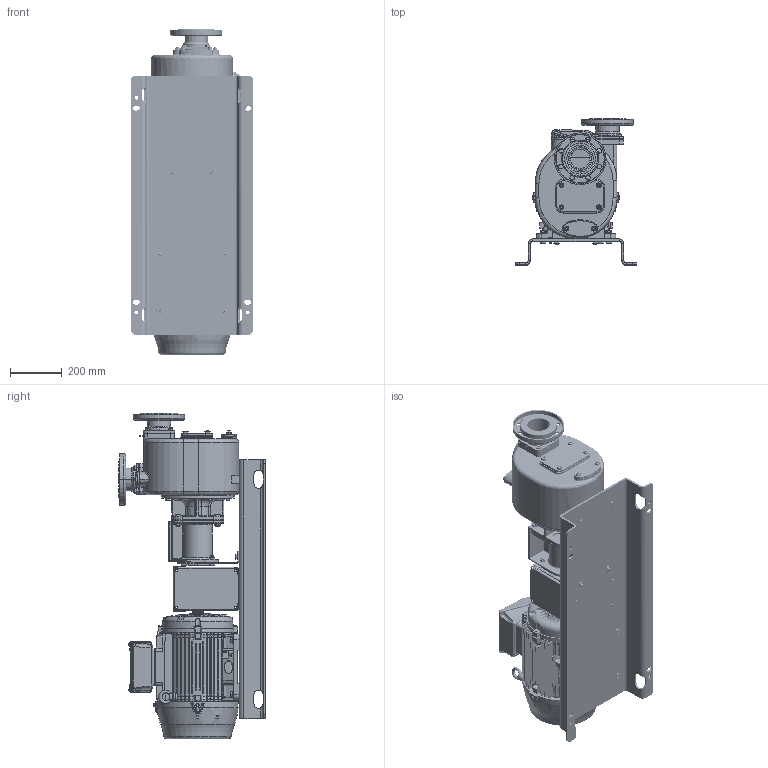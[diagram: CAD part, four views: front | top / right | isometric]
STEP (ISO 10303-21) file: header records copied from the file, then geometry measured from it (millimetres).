
FILE_DESCRIPTION((''),'2;1');
FILE_NAME('S_88_K_B_FIT_SW0001','2016-06-06T',('Nicola'),(''),'CREO PARAMETRIC BY PTC INC, 2015290','CREO PARAMETRIC BY PTC INC, 2015290','');
FILE_SCHEMA(('CONFIG_CONTROL_DESIGN'));
Products named in the file (1): S_88_K_B_FIT_SW0001
Bounding box: 470 x 565 x 1256.85 mm (x, y, z)
Volume: 67339791.5 mm3; surface area: 4518047.5 mm2
Topology: 2 solids, 4 shells, 5615 faces, 14421 edges, 9059 vertices
Faces by surface type: plane 2545, cylinder 1623, cone 968, bspline 263, torus 180, revolution 12, sphere 12, extrusion 12
Entity records: 225318 total; most frequent: CARTESIAN_POINT 90960, ORIENTED_EDGE 28772, DIRECTION 26796, EDGE_CURVE 14386, AXIS2_PLACEMENT_3D 9799, VERTEX_POINT 9059, VECTOR 7186, LINE 7174
